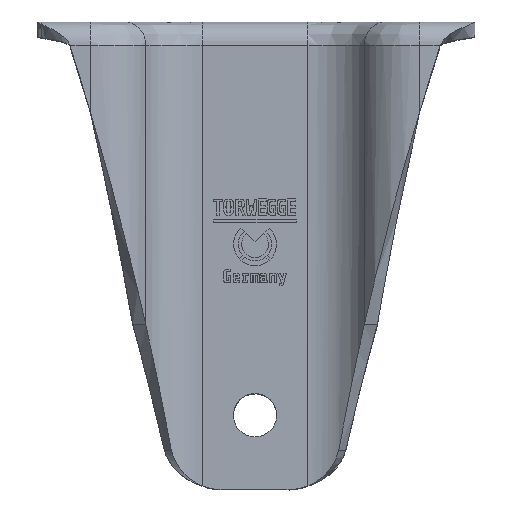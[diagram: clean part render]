
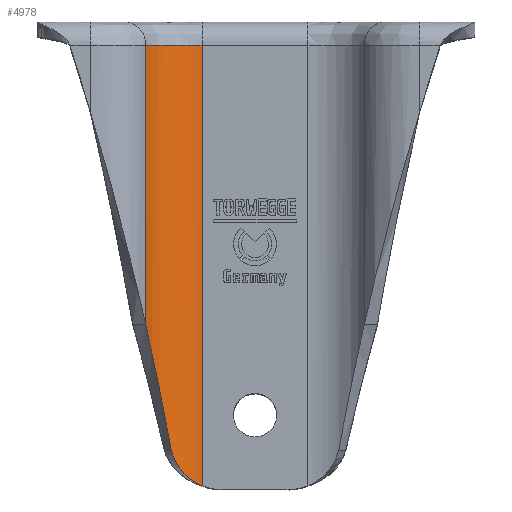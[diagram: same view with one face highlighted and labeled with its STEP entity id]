
A CAD part, top view. The second image highlights one B-rep face of the part: STEP entity #4978.
In plain terms, the highlighted cylindrical face has radius 15.15 mm (diameter 30.3 mm), a partial arc.
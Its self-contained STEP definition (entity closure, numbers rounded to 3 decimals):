
#490 = DIRECTION ( 'NONE',  ( 0., -1., 0. ) ) ;
#545 = CARTESIAN_POINT ( 'NONE',  ( -14.208, -108.315, 29.427 ) ) ;
#710 = CARTESIAN_POINT ( 'NONE',  ( -19.568, -101.229, 31.121 ) ) ;
#791 = VECTOR ( 'NONE', #7950, 1000. ) ;
#1245 = CARTESIAN_POINT ( 'NONE',  ( -19.679, -100.756, 31.181 ) ) ;
#1418 = EDGE_LOOP ( 'NONE', ( #17149, #12796, #13111, #8426, #14462 ) ) ;
#1562 = CARTESIAN_POINT ( 'NONE',  ( -25.713, -5.5, 37.173 ) ) ;
#1992 = EDGE_CURVE ( 'NONE', #9207, #6804, #6613, .T. ) ;
#2065 = EDGE_CURVE ( 'NONE', #4893, #9697, #7051, .T. ) ;
#3278 = CARTESIAN_POINT ( 'NONE',  ( -15.762, -107.165, 29.707 ) ) ;
#3522 = FACE_OUTER_BOUND ( 'NONE', #1418, .T. ) ;
#3543 = CARTESIAN_POINT ( 'NONE',  ( -18.907, -103.027, 30.788 ) ) ;
#3562 = CARTESIAN_POINT ( 'NONE',  ( -12.45, -5.5, 29.345 ) ) ;
#3853 = CIRCLE ( 'NONE', #16021, 15.15 ) ;
#4248 = CARTESIAN_POINT ( 'NONE',  ( -19.679, -100.756, 31.181 ) ) ;
#4699 = CARTESIAN_POINT ( 'NONE',  ( -19.679, -100.756, 31.181 ) ) ;
#4893 = VERTEX_POINT ( 'NONE', #11748 ) ;
#4967 = CARTESIAN_POINT ( 'NONE',  ( -24.399, -77.189, 35.172 ) ) ;
#4978 = ADVANCED_FACE ( 'NONE', ( #3522 ), #6447, .F. ) ;
#5228 = CARTESIAN_POINT ( 'NONE',  ( -20.617, -95.734, 31.721 ) ) ;
#5890 = DIRECTION ( 'NONE',  ( 0., 0., -1. ) ) ;
#5936 = CARTESIAN_POINT ( 'NONE',  ( -18.237, -104.28, 30.491 ) ) ;
#6111 = CARTESIAN_POINT ( 'NONE',  ( -15.385, -107.471, 29.627 ) ) ;
#6144 = DIRECTION ( 'NONE',  ( 0., 1., 0. ) ) ;
#6378 = CARTESIAN_POINT ( 'NONE',  ( -22.086, -88.246, 32.784 ) ) ;
#6447 = CYLINDRICAL_SURFACE ( 'NONE', #8584, 15.15 ) ;
#6613 = LINE ( 'NONE', #6865, #791 ) ;
#6640 = CARTESIAN_POINT ( 'NONE',  ( -23.616, -80.832, 34.223 ) ) ;
#6804 = VERTEX_POINT ( 'NONE', #7641 ) ;
#6865 = CARTESIAN_POINT ( 'NONE',  ( -12.45, 0., 29.345 ) ) ;
#7051 = LINE ( 'NONE', #12539, #12378 ) ;
#7262 = CARTESIAN_POINT ( 'NONE',  ( -16.467, -106.518, 29.883 ) ) ;
#7352 = CARTESIAN_POINT ( 'NONE',  ( -12.45, -109.144, 29.345 ) ) ;
#7433 = CARTESIAN_POINT ( 'NONE',  ( -17.706, -105.073, 30.283 ) ) ;
#7641 = CARTESIAN_POINT ( 'NONE',  ( -12.45, -109.144, 29.345 ) ) ;
#7867 = CARTESIAN_POINT ( 'NONE',  ( -12.45, 0., 44.495 ) ) ;
#7950 = DIRECTION ( 'NONE',  ( 0., -1., 0. ) ) ;
#8426 = ORIENTED_EDGE ( 'NONE', *, *, #13103, .F. ) ;
#8583 = CARTESIAN_POINT ( 'NONE',  ( -19.427, -101.695, 31.046 ) ) ;
#8584 = AXIS2_PLACEMENT_3D ( 'NONE', #7867, #11851, #17267 ) ;
#9125 = CARTESIAN_POINT ( 'NONE',  ( -25.713, -71.24, 37.173 ) ) ;
#9207 = VERTEX_POINT ( 'NONE', #3562 ) ;
#9587 = EDGE_CURVE ( 'NONE', #6804, #16963, #17153, .T. ) ;
#9697 = VERTEX_POINT ( 'NONE', #1562 ) ;
#10632 = CARTESIAN_POINT ( 'NONE',  ( -24.661, -75.982, 35.516 ) ) ;
#11517 = CARTESIAN_POINT ( 'NONE',  ( -18.476, -103.871, 30.593 ) ) ;
#11748 = CARTESIAN_POINT ( 'NONE',  ( -25.713, -71.24, 37.173 ) ) ;
#11851 = DIRECTION ( 'NONE',  ( 0., -1., 0. ) ) ;
#12378 = VECTOR ( 'NONE', #6144, 1000. ) ;
#12539 = CARTESIAN_POINT ( 'NONE',  ( -25.713, 0., 37.173 ) ) ;
#12754 = CARTESIAN_POINT ( 'NONE',  ( -16.797, -106.176, 29.979 ) ) ;
#12796 = ORIENTED_EDGE ( 'NONE', *, *, #9587, .F. ) ;
#13038 = CARTESIAN_POINT ( 'NONE',  ( -25.187, -73.592, 36.279 ) ) ;
#13103 = EDGE_CURVE ( 'NONE', #9697, #9207, #3853, .T. ) ;
#13111 = ORIENTED_EDGE ( 'NONE', *, *, #1992, .F. ) ;
#13299 = CARTESIAN_POINT ( 'NONE',  ( -25.45, -72.408, 36.697 ) ) ;
#13430 = B_SPLINE_CURVE_WITH_KNOTS ( 'NONE', 3,
 ( #1245, #17378, #5228, #17111, #6378, #16055, #6640, #4967, #10632, #13038, #13299, #9125 ),
 .UNSPECIFIED., .F., .F.,
 ( 4, 2, 2, 2, 2, 4 ),
 ( 0., 0.008, 0.015, 0.023, 0.027, 0.031 ),
 .UNSPECIFIED. ) ;
#13603 = EDGE_CURVE ( 'NONE', #16963, #4893, #13430, .T. ) ;
#14178 = CARTESIAN_POINT ( 'NONE',  ( -13.362, -108.78, 29.345 ) ) ;
#14462 = ORIENTED_EDGE ( 'NONE', *, *, #2065, .F. ) ;
#15358 = CARTESIAN_POINT ( 'NONE',  ( -12.45, -5.5, 44.495 ) ) ;
#15517 = CARTESIAN_POINT ( 'NONE',  ( -17.416, -105.455, 30.178 ) ) ;
#15677 = CARTESIAN_POINT ( 'NONE',  ( -19.097, -102.592, 30.88 ) ) ;
#16021 = AXIS2_PLACEMENT_3D ( 'NONE', #15358, #490, #5890 ) ;
#16055 = CARTESIAN_POINT ( 'NONE',  ( -23.099, -83.296, 33.698 ) ) ;
#16963 = VERTEX_POINT ( 'NONE', #4248 ) ;
#17111 = CARTESIAN_POINT ( 'NONE',  ( -21.589, -90.735, 32.397 ) ) ;
#17149 = ORIENTED_EDGE ( 'NONE', *, *, #13603, .F. ) ;
#17153 = B_SPLINE_CURVE_WITH_KNOTS ( 'NONE', 3,
 ( #7352, #14178, #545, #6111, #3278, #7262, #12754, #15517, #7433, #5936, #11517, #3543, #15677, #8583, #710, #4699 ),
 .UNSPECIFIED., .F., .F.,
 ( 4, 2, 2, 2, 2, 2, 2, 4 ),
 ( 0., 0.003, 0.004, 0.006, 0.007, 0.009, 0.01, 0.012 ),
 .UNSPECIFIED. ) ;
#17267 = DIRECTION ( 'NONE',  ( 0., 0., 1. ) ) ;
#17378 = CARTESIAN_POINT ( 'NONE',  ( -20.142, -98.242, 31.433 ) ) ;
